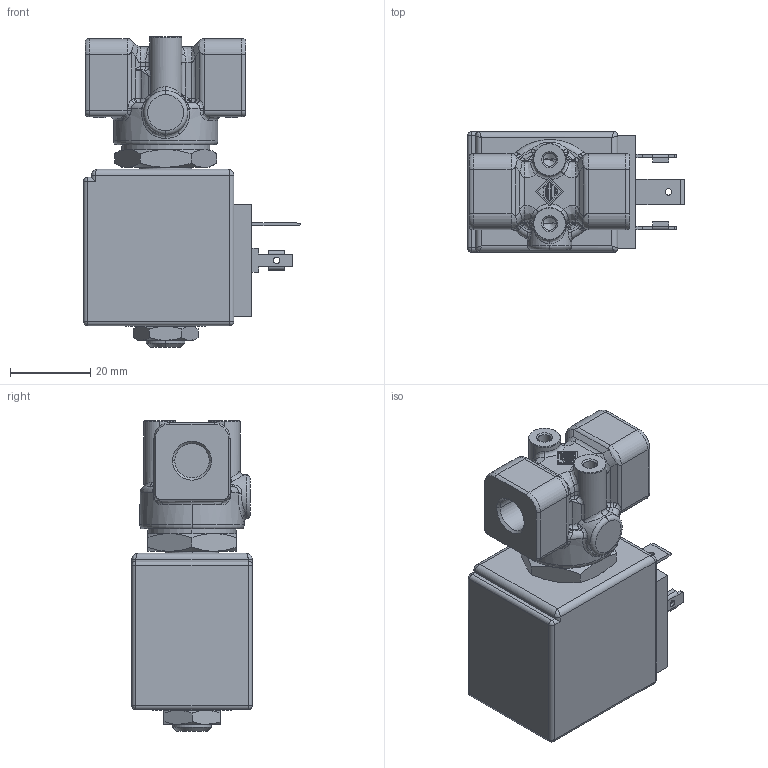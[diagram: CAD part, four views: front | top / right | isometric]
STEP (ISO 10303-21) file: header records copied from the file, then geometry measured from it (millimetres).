
FILE_DESCRIPTION((''),'2;1');
FILE_NAME('21A3KR15_BDA_INGOMBRO_ASM','2009-07-06T',('romeri'),('O.D.E.'),'PRO/ENGINEER BY PARAMETRIC TECHNOLOGY CORPORATION, 2005450','PRO/ENGINEER BY PARAMETRIC TECHNOLOGY CORPORATION, 2005450','');
FILE_SCHEMA(('CONFIG_CONTROL_DESIGN'));
Length unit declared in the file: millimetre
Products named in the file (6): 4500A3_INGOMBRO; 450606_INGOMBRO; BOBINA_8_W_INGOMBRO; 450145; 450146; 21A3KR15_BDA_INGOMBRO_ASM
Assembly tree (5 placements, depth 2):
  21A3KR15_BDA_INGOMBRO_ASM
    4500A3_INGOMBRO
    450606_INGOMBRO
    BOBINA_8_W_INGOMBRO
    450145
    450146
Bounding box: 54.15 x 30 x 77.55 mm (x, y, z)
Volume: 58299.7 mm3; surface area: 24267.1 mm2
Topology: 5 solids, 10 shells, 584 faces, 1353 edges, 805 vertices
Faces by surface type: plane 244, cylinder 149, bspline 84, cone 55, torus 28, sphere 24
Entity records: 27588 total; most frequent: CARTESIAN_POINT 7622, ORIENTED_EDGE 2690, DIRECTION 2473, PRESENTATION_STYLE_ASSIGNMENT 1699, EDGE_CURVE 1345, STYLED_ITEM 1301, CURVE_STYLE 1253, AXIS2_PLACEMENT_3D 892
